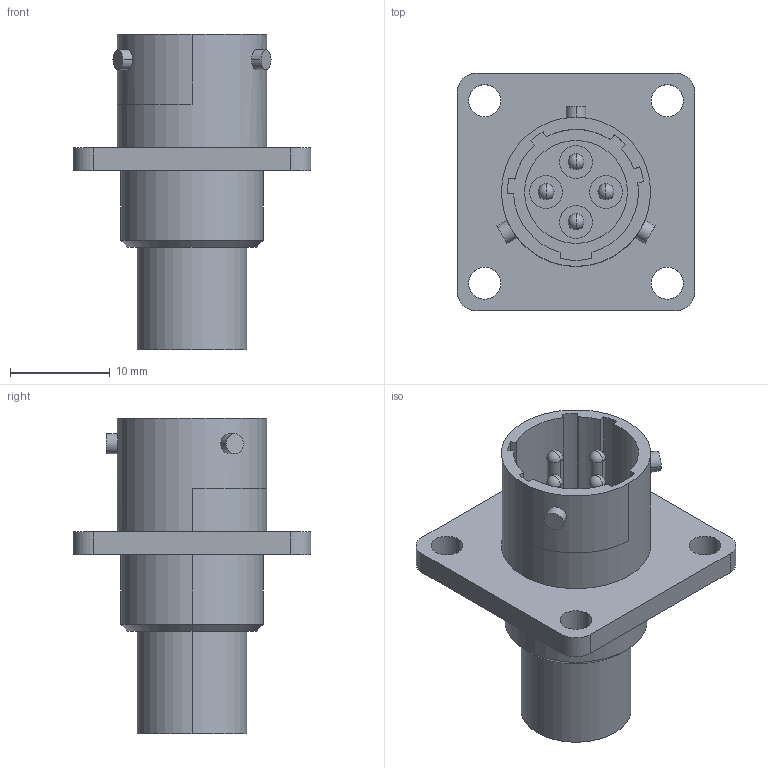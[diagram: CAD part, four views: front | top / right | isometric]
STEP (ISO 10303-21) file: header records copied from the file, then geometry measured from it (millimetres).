
FILE_DESCRIPTION((''),'2;1');
FILE_NAME('UTG0104P_CATALOGUE','2010-06-09T',('amartin'),('SOURIAU'),'PRO/ENGINEER BY PARAMETRIC TECHNOLOGY CORPORATION, 2007390','PRO/ENGINEER BY PARAMETRIC TECHNOLOGY CORPORATION, 2007390','');
FILE_SCHEMA(('CONFIG_CONTROL_DESIGN'));
Length unit declared in the file: millimetre
Products named in the file (1): UTG0104P_CATALOGUE
Bounding box: 23.8 x 23.8 x 31.55 mm (x, y, z)
Volume: 4232.1 mm3; surface area: 3313.3 mm2
Topology: 1 solids, 1 shells, 114 faces, 283 edges, 182 vertices
Faces by surface type: cylinder 66, plane 38, sphere 8, cone 2
Entity records: 3655 total; most frequent: CARTESIAN_POINT 811, DIRECTION 631, ORIENTED_EDGE 550, EDGE_CURVE 275, AXIS2_PLACEMENT_3D 256, VERTEX_POINT 182, CIRCLE 142, EDGE_LOOP 141
